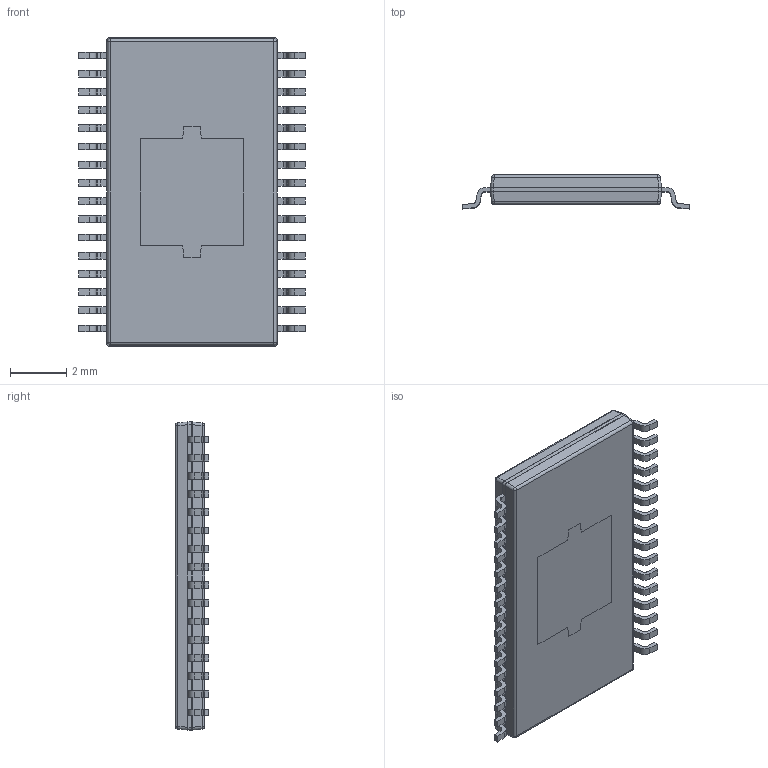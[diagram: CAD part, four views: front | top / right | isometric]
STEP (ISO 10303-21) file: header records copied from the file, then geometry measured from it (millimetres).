
FILE_DESCRIPTION (( 'STEP AP214' ), '1' );
FILE_NAME ('DAD32.STEP', '2020-08-28T12:55:58', ( '' ), ( '' ), 'SwSTEP 2.0', 'SolidWorks 2017', '' );
FILE_SCHEMA (( 'AUTOMOTIVE_DESIGN' ));
Length unit declared in the file: millimetre
Products named in the file (1): DAD32
Bounding box: 8.1 x 1.2 x 11 mm (x, y, z)
Volume: 71.3 mm3; surface area: 235 mm2
Topology: 35 solids, 35 shells, 556 faces, 1404 edges, 912 vertices
Faces by surface type: plane 380, cylinder 160, sphere 16
Entity records: 16852 total; most frequent: CARTESIAN_POINT 2865, DIRECTION 2830, ORIENTED_EDGE 2792, EDGE_CURVE 1396, LINE 1076, VECTOR 1076, VERTEX_POINT 912, AXIS2_PLACEMENT_3D 877
